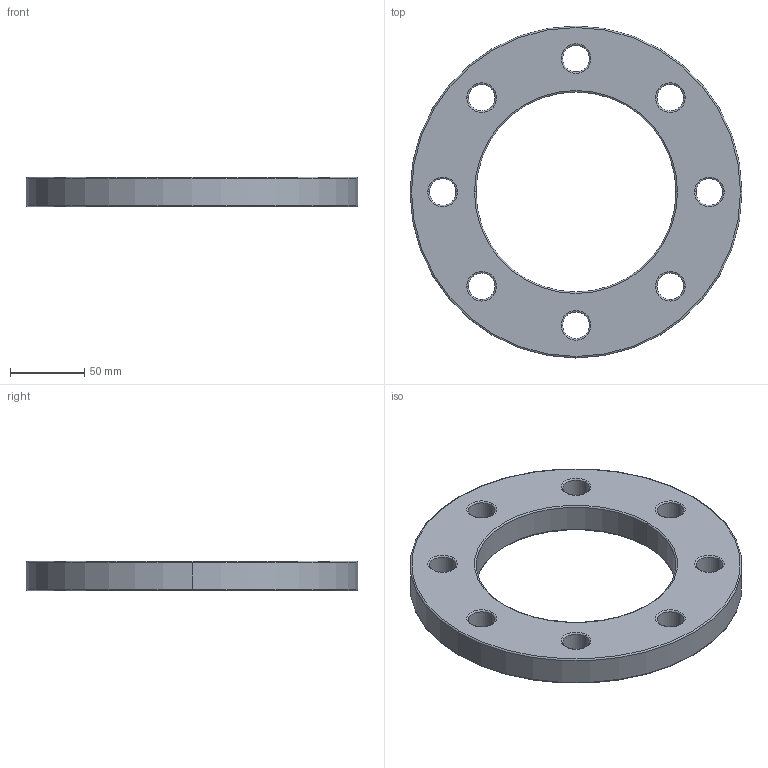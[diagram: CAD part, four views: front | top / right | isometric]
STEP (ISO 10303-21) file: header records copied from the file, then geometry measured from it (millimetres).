
FILE_DESCRIPTION (( 'STEP AP203' ), '1' );
FILE_NAME ('Backing Flange PN16_001 517 7120 0125.step', '2022-12-21T13:28:41', ( '' ), ( '' ), 'SwSTEP 2.0', 'SolidWorks 2021', '' );
FILE_SCHEMA (( 'CONFIG_CONTROL_DESIGN' ));
Length unit declared in the file: millimetre
Products named in the file (1): Backing Flange PN16_001 517 7120 0125
Bounding box: 224 x 224 x 20 mm (x, y, z)
Volume: 460487 mm3; surface area: 76372.1 mm2
Topology: 1 solids, 1 shells, 62 faces, 140 edges, 80 vertices
Faces by surface type: torus 40, cylinder 20, plane 2
Entity records: 1877 total; most frequent: DIRECTION 386, CARTESIAN_POINT 283, ORIENTED_EDGE 280, AXIS2_PLACEMENT_3D 183, EDGE_CURVE 140, CIRCLE 120, EDGE_LOOP 80, VERTEX_POINT 80
